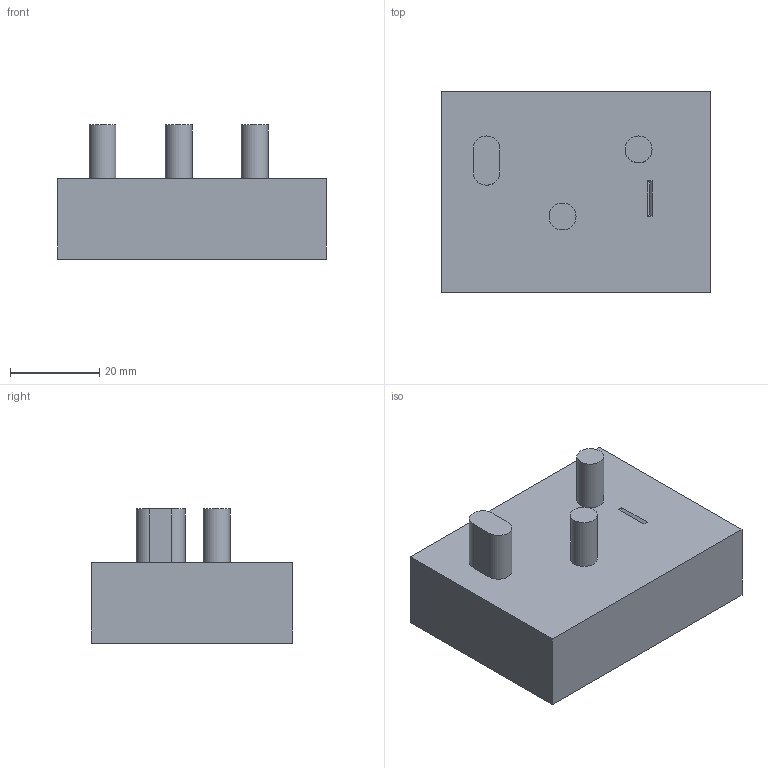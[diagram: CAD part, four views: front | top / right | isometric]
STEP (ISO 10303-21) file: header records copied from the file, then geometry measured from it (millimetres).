
FILE_DESCRIPTION(/* description */ ('','CAx-IF Rec.Pracs.---Representation and Presentation of Product Manufacturing Information (PMI)---4.0---2014-10-13'),/* implementation_level */ '2;1');
FILE_NAME(/* name */ 'Bender_STASIS v3.step',/* time_stamp */ '2025-02-12T09:33:48+01:00',/* author */ (''),/* organization */ (''),/* preprocessor_version */ 'ST-DEVELOPER v20',/* originating_system */ 'Autodesk Translation Framework v13.20.0.188',/* authorisation */ '');
FILE_SCHEMA (('AP242_MANAGED_MODEL_BASED_3D_ENGINEERING_MIM_LF { 1 0 10303 442 1 1 4 }'));
Length unit declared in the file: millimetre
Products named in the file (1): Bender_STASIS
Bounding box: 60 x 45 x 30 mm (x, y, z)
Volume: 49974.3 mm3; surface area: 9981.9 mm2
Topology: 1 solids, 1 shells, 19 faces, 39 edges, 26 vertices
Faces by surface type: plane 15, cylinder 4
Full cylindrical faces by diameter (mm): 6 x2
Entity records: 534 total; most frequent: DIRECTION 87, CARTESIAN_POINT 85, ORIENTED_EDGE 78, EDGE_CURVE 39, LINE 31, VECTOR 31, AXIS2_PLACEMENT_3D 28, VERTEX_POINT 26
